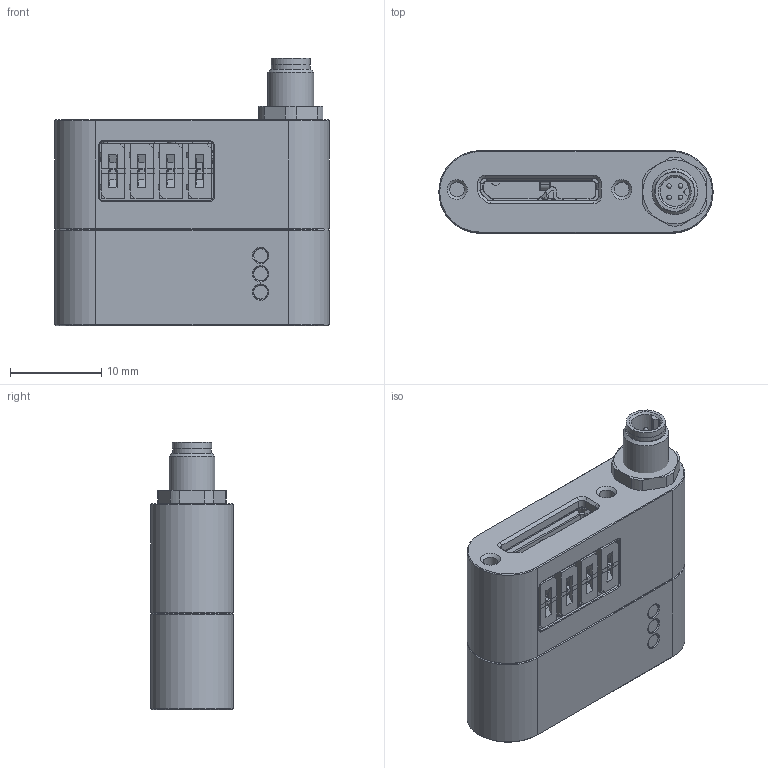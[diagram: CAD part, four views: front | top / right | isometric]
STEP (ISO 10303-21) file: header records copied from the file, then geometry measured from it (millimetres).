
FILE_DESCRIPTION(/* description */ (''),/* implementation_level */ '2;1');
FILE_NAME(/* name */ 'STP-MJ-(ADPT-PWR-INJ-TC)-A.stp',/* time_stamp */ '2020-11-27T08:54:27+01:00',/* author */ (''),/* organization */ (''),/* preprocessor_version */ 'ST-DEVELOPER v16.7',/* originating_system */ 'SIEMENS PLM Software NX 1907',/* authorisation */ '');
FILE_SCHEMA (('AUTOMOTIVE_DESIGN { 1 0 10303 214 3 1 1 1 }'));
Products named in the file (8): MECH-LIGHTPIPE-1.63X4.14; PCA-ADPT-PWR-INJ-TC; SROB-M2x14-CUST; MECH-PWR-INJ-TC-REAR; CONN-09-3111-86-04-NUT; CONN-09-3111-86-04; MECH-PWR-INJ-TC-FRONT; ADPT-PWR-INJ-TC
Assembly tree (10 placements, depth 2):
  ADPT-PWR-INJ-TC
    MECH-PWR-INJ-TC-FRONT
    CONN-09-3111-86-04
    CONN-09-3111-86-04-NUT
    MECH-PWR-INJ-TC-REAR
    SROB-M2x14-CUST  x2
    PCA-ADPT-PWR-INJ-TC
    MECH-LIGHTPIPE-1.63X4.14  x3
Bounding box: 30 x 9 x 29.2 mm (x, y, z)
Volume: 3171.2 mm3; surface area: 6924.3 mm2
Topology: 96 solids, 98 shells, 4875 faces, 12380 edges, 7589 vertices
Faces by surface type: plane 2987, cylinder 1363, sphere 299, cone 128, bspline 85, torus 13
Full cylindrical faces by diameter (mm): 0.48 x4, 0.9 x3, 1.1 x4, 1.6 x8, 1.9 x2, 2.1 x2, 3 x2, 3.2 x2, 3.75 x1, 4.25 x2, 4.3 x1, 4.459 x1, 4.85 x1, 5 x1, 5.15 x1
Entity records: 159160 total; most frequent: CARTESIAN_POINT 29423, ORIENTED_EDGE 23874, DIRECTION 23737, EDGE_CURVE 11937, LINE 8747, VECTOR 8747, AXIS2_PLACEMENT_3D 7495, VERTEX_POINT 7445
